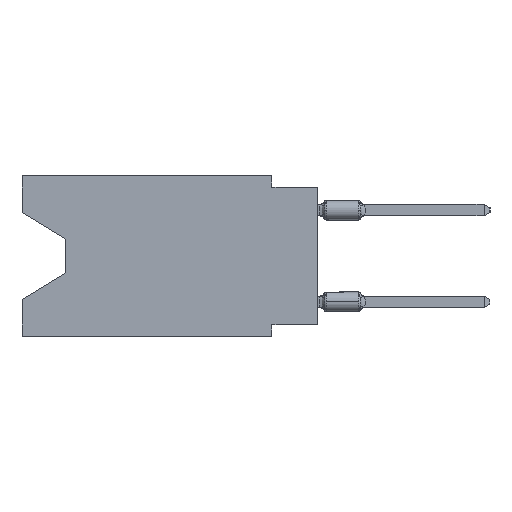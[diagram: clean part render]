
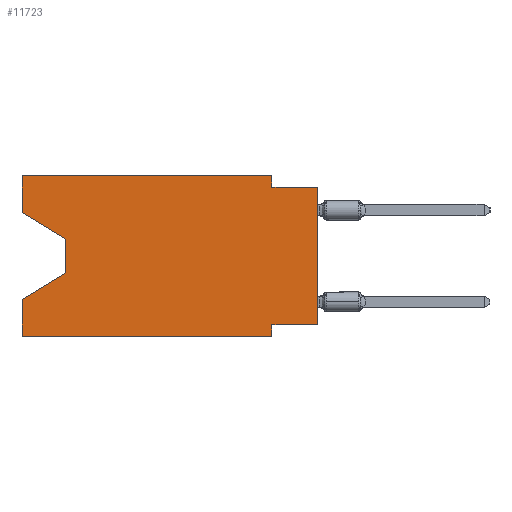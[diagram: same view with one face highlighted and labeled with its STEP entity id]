
A CAD part, left-side view. The second image highlights one B-rep face of the part: STEP entity #11723.
In plain terms, the highlighted planar face has unit normal (-1, 0, 0).
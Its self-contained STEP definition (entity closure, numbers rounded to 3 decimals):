
#158 = EDGE_CURVE ( 'NONE', #17041, #9455, #25889, .T. ) ;
#1225 = DIRECTION ( 'NONE',  ( 0., 0., 1. ) ) ;
#1570 = CARTESIAN_POINT ( 'NONE',  ( 0., 16.383, -2.038 ) ) ;
#1941 = ORIENTED_EDGE ( 'NONE', *, *, #14448, .F. ) ;
#2435 = EDGE_LOOP ( 'NONE', ( #28949, #17818, #21849, #15645, #10136, #16711, #9945, #14691, #19548, #22792, #30322, #1941 ) ) ;
#2620 = VERTEX_POINT ( 'NONE', #1570 ) ;
#2739 = LINE ( 'NONE', #30992, #29600 ) ;
#2991 = CARTESIAN_POINT ( 'NONE',  ( 0., 16.383, -8.89 ) ) ;
#3932 = EDGE_CURVE ( 'NONE', #17041, #23690, #29776, .T. ) ;
#4369 = DIRECTION ( 'NONE',  ( 0., -1., 0. ) ) ;
#4405 = CARTESIAN_POINT ( 'NONE',  ( 0., 13.97, -5.385 ) ) ;
#4682 = CARTESIAN_POINT ( 'NONE',  ( 0., 16.383, -2.038 ) ) ;
#4890 = VECTOR ( 'NONE', #13839, 1000. ) ;
#4974 = CARTESIAN_POINT ( 'NONE',  ( 0., 13.97, -3.505 ) ) ;
#5109 = DIRECTION ( 'NONE',  ( 0., 0., -1. ) ) ;
#5327 = EDGE_CURVE ( 'NONE', #7129, #18987, #9705, .T. ) ;
#5512 = CARTESIAN_POINT ( 'NONE',  ( 0., 16.383, 0. ) ) ;
#5634 = VECTOR ( 'NONE', #9572, 1000. ) ;
#6064 = LINE ( 'NONE', #30042, #12917 ) ;
#6082 = CARTESIAN_POINT ( 'NONE',  ( 0., 16.383, -6.852 ) ) ;
#6109 = CARTESIAN_POINT ( 'NONE',  ( 0., 16.383, 0. ) ) ;
#7129 = VERTEX_POINT ( 'NONE', #15947 ) ;
#8212 = CARTESIAN_POINT ( 'NONE',  ( 0., 2.54, -8.89 ) ) ;
#8485 = LINE ( 'NONE', #6109, #13456 ) ;
#8898 = AXIS2_PLACEMENT_3D ( 'NONE', #12833, #15503, #29734 ) ;
#9268 = VERTEX_POINT ( 'NONE', #10095 ) ;
#9396 = CARTESIAN_POINT ( 'NONE',  ( 0., 16.383, 0. ) ) ;
#9455 = VERTEX_POINT ( 'NONE', #8212 ) ;
#9572 = DIRECTION ( 'NONE',  ( 0., -0.855, -0.519 ) ) ;
#9686 = CARTESIAN_POINT ( 'NONE',  ( 0., 2.54, 0. ) ) ;
#9705 = LINE ( 'NONE', #4974, #29695 ) ;
#9945 = ORIENTED_EDGE ( 'NONE', *, *, #25101, .F. ) ;
#10059 = EDGE_CURVE ( 'NONE', #2620, #7129, #28517, .T. ) ;
#10095 = CARTESIAN_POINT ( 'NONE',  ( 0., 0., -8.255 ) ) ;
#10136 = ORIENTED_EDGE ( 'NONE', *, *, #158, .T. ) ;
#10620 = PLANE ( 'NONE',  #8898 ) ;
#11031 = VECTOR ( 'NONE', #5109, 1000. ) ;
#11316 = VECTOR ( 'NONE', #4369, 1000. ) ;
#11327 = VECTOR ( 'NONE', #1225, 1000. ) ;
#11699 = CARTESIAN_POINT ( 'NONE',  ( 0., 0., 0. ) ) ;
#11723 = ADVANCED_FACE ( 'NONE', ( #20182 ), #10620, .F. ) ;
#11955 = EDGE_CURVE ( 'NONE', #19136, #9455, #6064, .T. ) ;
#12833 = CARTESIAN_POINT ( 'NONE',  ( 0., 16.383, 0. ) ) ;
#12848 = CARTESIAN_POINT ( 'NONE',  ( 0., 2.54, -0.635 ) ) ;
#12901 = EDGE_CURVE ( 'NONE', #23485, #20104, #23208, .T. ) ;
#12917 = VECTOR ( 'NONE', #17997, 1000. ) ;
#13456 = VECTOR ( 'NONE', #23059, 1000. ) ;
#13839 = DIRECTION ( 'NONE',  ( 0., 0.855, -0.519 ) ) ;
#14298 = LINE ( 'NONE', #4405, #4890 ) ;
#14448 = EDGE_CURVE ( 'NONE', #2620, #15881, #8485, .T. ) ;
#14691 = ORIENTED_EDGE ( 'NONE', *, *, #24257, .T. ) ;
#14950 = CARTESIAN_POINT ( 'NONE',  ( 0., 0., -0.635 ) ) ;
#15503 = DIRECTION ( 'NONE',  ( 1., 0., 0. ) ) ;
#15645 = ORIENTED_EDGE ( 'NONE', *, *, #3932, .F. ) ;
#15860 = CARTESIAN_POINT ( 'NONE',  ( 0., 16.383, 0. ) ) ;
#15881 = VERTEX_POINT ( 'NONE', #5512 ) ;
#15947 = CARTESIAN_POINT ( 'NONE',  ( 0., 13.97, -3.505 ) ) ;
#16623 = CARTESIAN_POINT ( 'NONE',  ( 0., 13.97, -5.385 ) ) ;
#16685 = EDGE_CURVE ( 'NONE', #26679, #23485, #26612, .T. ) ;
#16711 = ORIENTED_EDGE ( 'NONE', *, *, #11955, .F. ) ;
#16904 = DIRECTION ( 'NONE',  ( 0., 1., 0. ) ) ;
#17041 = VERTEX_POINT ( 'NONE', #2991 ) ;
#17818 = ORIENTED_EDGE ( 'NONE', *, *, #5327, .T. ) ;
#17997 = DIRECTION ( 'NONE',  ( 0., 0., -1. ) ) ;
#18987 = VERTEX_POINT ( 'NONE', #16623 ) ;
#19136 = VERTEX_POINT ( 'NONE', #28966 ) ;
#19548 = ORIENTED_EDGE ( 'NONE', *, *, #12901, .F. ) ;
#20104 = VERTEX_POINT ( 'NONE', #14950 ) ;
#20182 = FACE_OUTER_BOUND ( 'NONE', #2435, .T. ) ;
#20859 = CARTESIAN_POINT ( 'NONE',  ( 0., 0., -0.635 ) ) ;
#21033 = DIRECTION ( 'NONE',  ( 0., -1., 0. ) ) ;
#21849 = ORIENTED_EDGE ( 'NONE', *, *, #30116, .T. ) ;
#22792 = ORIENTED_EDGE ( 'NONE', *, *, #16685, .F. ) ;
#23059 = DIRECTION ( 'NONE',  ( 0., 0., 1. ) ) ;
#23208 = LINE ( 'NONE', #20859, #11316 ) ;
#23485 = VERTEX_POINT ( 'NONE', #12848 ) ;
#23547 = CARTESIAN_POINT ( 'NONE',  ( 0., 2.54, 0. ) ) ;
#23690 = VERTEX_POINT ( 'NONE', #6082 ) ;
#24127 = DIRECTION ( 'NONE',  ( 0., 0., -1. ) ) ;
#24257 = EDGE_CURVE ( 'NONE', #9268, #20104, #24491, .T. ) ;
#24491 = LINE ( 'NONE', #11699, #30069 ) ;
#25101 = EDGE_CURVE ( 'NONE', #9268, #19136, #2739, .T. ) ;
#25801 = DIRECTION ( 'NONE',  ( 0., 0., 1. ) ) ;
#25889 = LINE ( 'NONE', #26036, #27912 ) ;
#26007 = DIRECTION ( 'NONE',  ( 0., -1., 0. ) ) ;
#26036 = CARTESIAN_POINT ( 'NONE',  ( 0., 16.383, -8.89 ) ) ;
#26612 = LINE ( 'NONE', #9686, #11031 ) ;
#26679 = VERTEX_POINT ( 'NONE', #23547 ) ;
#27593 = VECTOR ( 'NONE', #26007, 1000. ) ;
#27912 = VECTOR ( 'NONE', #21033, 1000. ) ;
#28187 = LINE ( 'NONE', #9396, #27593 ) ;
#28354 = EDGE_CURVE ( 'NONE', #15881, #26679, #28187, .T. ) ;
#28517 = LINE ( 'NONE', #4682, #5634 ) ;
#28949 = ORIENTED_EDGE ( 'NONE', *, *, #10059, .T. ) ;
#28966 = CARTESIAN_POINT ( 'NONE',  ( 0., 2.54, -8.255 ) ) ;
#29600 = VECTOR ( 'NONE', #16904, 1000. ) ;
#29695 = VECTOR ( 'NONE', #24127, 1000. ) ;
#29734 = DIRECTION ( 'NONE',  ( 0., 0., -1. ) ) ;
#29776 = LINE ( 'NONE', #15860, #11327 ) ;
#30042 = CARTESIAN_POINT ( 'NONE',  ( 0., 2.54, -8.89 ) ) ;
#30069 = VECTOR ( 'NONE', #25801, 1000. ) ;
#30116 = EDGE_CURVE ( 'NONE', #18987, #23690, #14298, .T. ) ;
#30322 = ORIENTED_EDGE ( 'NONE', *, *, #28354, .F. ) ;
#30992 = CARTESIAN_POINT ( 'NONE',  ( 0., 0., -8.255 ) ) ;
